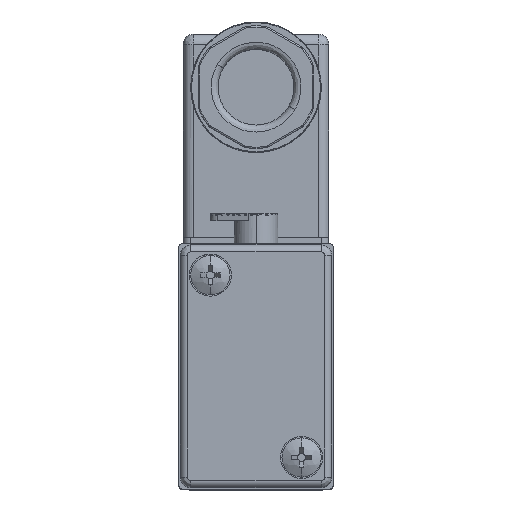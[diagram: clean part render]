
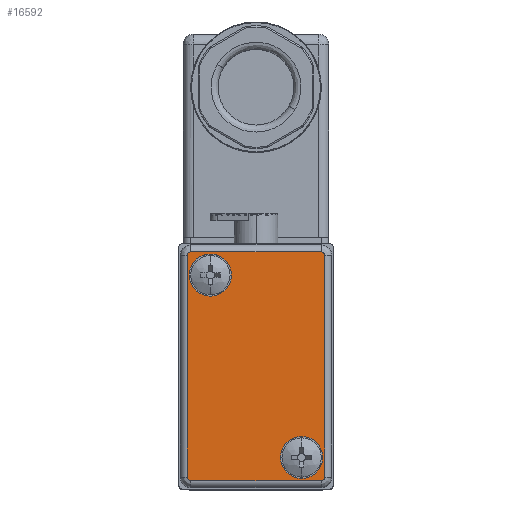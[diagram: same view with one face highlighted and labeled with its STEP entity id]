
A CAD part, top view. The second image highlights one B-rep face of the part: STEP entity #16592.
In plain terms, the highlighted planar face has unit normal (0, 0, 1).
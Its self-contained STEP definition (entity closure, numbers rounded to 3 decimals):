
#497 = CARTESIAN_POINT ( 'NONE',  ( -2.818, -4.469, 46.021 ) ) ;
#970 = AXIS2_PLACEMENT_3D ( 'NONE', #17031, #3574, #19247 ) ;
#2052 = ORIENTED_EDGE ( 'NONE', *, *, #7095, .F. ) ;
#2401 = DIRECTION ( 'NONE',  ( -1., 0., 0. ) ) ;
#2848 = CARTESIAN_POINT ( 'NONE',  ( -6.318, 24.831, 46.021 ) ) ;
#3574 = DIRECTION ( 'NONE',  ( 0., 0., 1. ) ) ;
#3792 = CARTESIAN_POINT ( 'NONE',  ( 3.482, 24.331, 46.021 ) ) ;
#3874 = CARTESIAN_POINT ( 'NONE',  ( -6.318, -7.769, 46.021 ) ) ;
#3946 = VERTEX_POINT ( 'NONE', #20472 ) ;
#4139 = VERTEX_POINT ( 'NONE', #9918 ) ;
#4258 = CARTESIAN_POINT ( 'NONE',  ( -16.118, 24.331, 46.021 ) ) ;
#5394 = CARTESIAN_POINT ( 'NONE',  ( 2.982, 24.831, 46.021 ) ) ;
#5475 = VECTOR ( 'NONE', #9725, 1000. ) ;
#5542 = CARTESIAN_POINT ( 'NONE',  ( 3.482, -7.562, 46.021 ) ) ;
#5563 = CIRCLE ( 'NONE', #9273, 3. ) ;
#6207 = ORIENTED_EDGE ( 'NONE', *, *, #28972, .F. ) ;
#6428 = CIRCLE ( 'NONE', #970, 3. ) ;
#6465 = VERTEX_POINT ( 'NONE', #10820 ) ;
#6494 = CARTESIAN_POINT ( 'NONE',  ( -15.911, 24.831, 46.021 ) ) ;
#6837 = VECTOR ( 'NONE', #23127, 1000. ) ;
#6873 = LINE ( 'NONE', #2848, #18112 ) ;
#7046 = EDGE_CURVE ( 'NONE', #19250, #29238, #11454, .T. ) ;
#7095 = EDGE_CURVE ( 'NONE', #19304, #19250, #16899, .T. ) ;
#7706 = EDGE_LOOP ( 'NONE', ( #17067, #15113 ) ) ;
#7957 = CARTESIAN_POINT ( 'NONE',  ( -9.818, 21.531, 46.021 ) ) ;
#8776 = LINE ( 'NONE', #3874, #26013 ) ;
#8837 = AXIS2_PLACEMENT_3D ( 'NONE', #9101, #15879, #2401 ) ;
#8886 = EDGE_CURVE ( 'NONE', #29238, #16058, #21196, .T. ) ;
#9101 = CARTESIAN_POINT ( 'NONE',  ( -6.318, 8.531, 46.021 ) ) ;
#9135 = ORIENTED_EDGE ( 'NONE', *, *, #7046, .F. ) ;
#9273 = AXIS2_PLACEMENT_3D ( 'NONE', #10845, #26575, #13107 ) ;
#9573 = CARTESIAN_POINT ( 'NONE',  ( -15.618, -7.769, 46.021 ) ) ;
#9681 = CARTESIAN_POINT ( 'NONE',  ( -15.618, -7.769, 46.021 ) ) ;
#9725 = DIRECTION ( 'NONE',  ( 0., -1., 0. ) ) ;
#9772 = EDGE_CURVE ( 'NONE', #6465, #19304, #6873, .T. ) ;
#9918 = CARTESIAN_POINT ( 'NONE',  ( -15.818, 21.531, 46.021 ) ) ;
#10658 = CARTESIAN_POINT ( 'NONE',  ( 2.982, 24.831, 46.021 ) ) ;
#10820 = CARTESIAN_POINT ( 'NONE',  ( -15.618, 24.831, 46.021 ) ) ;
#10845 = CARTESIAN_POINT ( 'NONE',  ( 0.182, -4.469, 46.021 ) ) ;
#11285 = DIRECTION ( 'NONE',  ( 0., 0., 1. ) ) ;
#11454 = LINE ( 'NONE', #14148, #5475 ) ;
#11644 =( BOUNDED_CURVE ( )  B_SPLINE_CURVE ( 3, ( #4258, #26671, #6494, #22231 ),
 .UNSPECIFIED., .F., .F. ) 
 B_SPLINE_CURVE_WITH_KNOTS ( ( 4, 4 ),
 ( 0., 1. ),
 .UNSPECIFIED. ) 
 CURVE ( )  GEOMETRIC_REPRESENTATION_ITEM ( )  RATIONAL_B_SPLINE_CURVE ( ( 1., 0.805, 0.805, 1. ) ) 
 REPRESENTATION_ITEM ( '' )  );
#11920 = DIRECTION ( 'NONE',  ( 1., 0., 0. ) ) ;
#12646 = DIRECTION ( 'NONE',  ( 0., 0., 1. ) ) ;
#12797 = DIRECTION ( 'NONE',  ( -1., 0., 0. ) ) ;
#12827 = LINE ( 'NONE', #13693, #6837 ) ;
#13107 = DIRECTION ( 'NONE',  ( 1., 0., 0. ) ) ;
#13366 = ORIENTED_EDGE ( 'NONE', *, *, #9772, .F. ) ;
#13543 = EDGE_CURVE ( 'NONE', #16058, #15775, #8776, .T. ) ;
#13693 = CARTESIAN_POINT ( 'NONE',  ( -16.118, 8.531, 46.021 ) ) ;
#14120 = CIRCLE ( 'NONE', #14570, 3. ) ;
#14148 = CARTESIAN_POINT ( 'NONE',  ( 3.482, 8.531, 46.021 ) ) ;
#14201 = CARTESIAN_POINT ( 'NONE',  ( -16.118, -7.269, 46.021 ) ) ;
#14570 = AXIS2_PLACEMENT_3D ( 'NONE', #26101, #12646, #28403 ) ;
#15113 = ORIENTED_EDGE ( 'NONE', *, *, #24063, .F. ) ;
#15409 = EDGE_CURVE ( 'NONE', #15775, #3946, #23409, .T. ) ;
#15537 = CARTESIAN_POINT ( 'NONE',  ( 2.982, -7.769, 46.021 ) ) ;
#15775 = VERTEX_POINT ( 'NONE', #9573 ) ;
#15879 = DIRECTION ( 'NONE',  ( 0., 0., -1. ) ) ;
#16058 = VERTEX_POINT ( 'NONE', #15537 ) ;
#16465 = VERTEX_POINT ( 'NONE', #26615 ) ;
#16592 = ADVANCED_FACE ( 'NONE', ( #28419, #29131, #22394 ), #24805, .F. ) ;
#16870 = CIRCLE ( 'NONE', #20512, 3. ) ;
#16899 =( BOUNDED_CURVE ( )  B_SPLINE_CURVE ( 3, ( #5394, #18817, #23277, #21094 ),
 .UNSPECIFIED., .F., .F. ) 
 B_SPLINE_CURVE_WITH_KNOTS ( ( 4, 4 ),
 ( 0., 1. ),
 .UNSPECIFIED. ) 
 CURVE ( )  GEOMETRIC_REPRESENTATION_ITEM ( )  RATIONAL_B_SPLINE_CURVE ( ( 1., 0.805, 0.805, 1. ) ) 
 REPRESENTATION_ITEM ( '' )  );
#17031 = CARTESIAN_POINT ( 'NONE',  ( 0.182, -4.469, 46.021 ) ) ;
#17067 = ORIENTED_EDGE ( 'NONE', *, *, #20134, .F. ) ;
#18112 = VECTOR ( 'NONE', #11920, 1000. ) ;
#18817 = CARTESIAN_POINT ( 'NONE',  ( 3.275, 24.831, 46.021 ) ) ;
#18962 = CARTESIAN_POINT ( 'NONE',  ( -16.118, 24.331, 46.021 ) ) ;
#18963 = CARTESIAN_POINT ( 'NONE',  ( 3.275, -7.769, 46.021 ) ) ;
#19247 = DIRECTION ( 'NONE',  ( 1., 0., 0. ) ) ;
#19250 = VERTEX_POINT ( 'NONE', #3792 ) ;
#19304 = VERTEX_POINT ( 'NONE', #10658 ) ;
#19458 = ORIENTED_EDGE ( 'NONE', *, *, #15409, .F. ) ;
#20134 = EDGE_CURVE ( 'NONE', #23863, #4139, #14120, .T. ) ;
#20472 = CARTESIAN_POINT ( 'NONE',  ( -16.118, -7.269, 46.021 ) ) ;
#20512 = AXIS2_PLACEMENT_3D ( 'NONE', #24724, #11285, #27013 ) ;
#20891 = ORIENTED_EDGE ( 'NONE', *, *, #25074, .F. ) ;
#21094 = CARTESIAN_POINT ( 'NONE',  ( 3.482, 24.331, 46.021 ) ) ;
#21196 =( BOUNDED_CURVE ( )  B_SPLINE_CURVE ( 3, ( #21239, #5542, #18963, #23527 ),
 .UNSPECIFIED., .F., .F. ) 
 B_SPLINE_CURVE_WITH_KNOTS ( ( 4, 4 ),
 ( 0., 1. ),
 .UNSPECIFIED. ) 
 CURVE ( )  GEOMETRIC_REPRESENTATION_ITEM ( )  RATIONAL_B_SPLINE_CURVE ( ( 1., 0.805, 0.805, 1. ) ) 
 REPRESENTATION_ITEM ( '' )  );
#21239 = CARTESIAN_POINT ( 'NONE',  ( 3.482, -7.269, 46.021 ) ) ;
#22170 = VERTEX_POINT ( 'NONE', #497 ) ;
#22231 = CARTESIAN_POINT ( 'NONE',  ( -15.618, 24.831, 46.021 ) ) ;
#22394 = FACE_OUTER_BOUND ( 'NONE', #26397, .T. ) ;
#22626 = ORIENTED_EDGE ( 'NONE', *, *, #13543, .F. ) ;
#23127 = DIRECTION ( 'NONE',  ( 0., 1., 0. ) ) ;
#23137 = CARTESIAN_POINT ( 'NONE',  ( -15.911, -7.769, 46.021 ) ) ;
#23277 = CARTESIAN_POINT ( 'NONE',  ( 3.482, 24.624, 46.021 ) ) ;
#23409 =( BOUNDED_CURVE ( )  B_SPLINE_CURVE ( 3, ( #9681, #23137, #27674, #14201 ),
 .UNSPECIFIED., .F., .F. ) 
 B_SPLINE_CURVE_WITH_KNOTS ( ( 4, 4 ),
 ( 0., 1. ),
 .UNSPECIFIED. ) 
 CURVE ( )  GEOMETRIC_REPRESENTATION_ITEM ( )  RATIONAL_B_SPLINE_CURVE ( ( 1., 0.805, 0.805, 1. ) ) 
 REPRESENTATION_ITEM ( '' )  );
#23527 = CARTESIAN_POINT ( 'NONE',  ( 2.982, -7.769, 46.021 ) ) ;
#23863 = VERTEX_POINT ( 'NONE', #7957 ) ;
#24063 = EDGE_CURVE ( 'NONE', #4139, #23863, #16870, .T. ) ;
#24724 = CARTESIAN_POINT ( 'NONE',  ( -12.818, 21.531, 46.021 ) ) ;
#24805 = PLANE ( 'NONE',  #8837 ) ;
#25074 = EDGE_CURVE ( 'NONE', #22170, #16465, #5563, .T. ) ;
#25475 = ORIENTED_EDGE ( 'NONE', *, *, #27005, .F. ) ;
#26013 = VECTOR ( 'NONE', #12797, 1000. ) ;
#26033 = ORIENTED_EDGE ( 'NONE', *, *, #27354, .F. ) ;
#26101 = CARTESIAN_POINT ( 'NONE',  ( -12.818, 21.531, 46.021 ) ) ;
#26397 = EDGE_LOOP ( 'NONE', ( #2052, #13366, #26033, #25475, #19458, #22626, #28819, #9135 ) ) ;
#26575 = DIRECTION ( 'NONE',  ( 0., 0., 1. ) ) ;
#26615 = CARTESIAN_POINT ( 'NONE',  ( 3.182, -4.469, 46.021 ) ) ;
#26671 = CARTESIAN_POINT ( 'NONE',  ( -16.118, 24.624, 46.021 ) ) ;
#27005 = EDGE_CURVE ( 'NONE', #3946, #27101, #12827, .T. ) ;
#27013 = DIRECTION ( 'NONE',  ( 1., 0., 0. ) ) ;
#27034 = CARTESIAN_POINT ( 'NONE',  ( 3.482, -7.269, 46.021 ) ) ;
#27101 = VERTEX_POINT ( 'NONE', #18962 ) ;
#27354 = EDGE_CURVE ( 'NONE', #27101, #6465, #11644, .T. ) ;
#27674 = CARTESIAN_POINT ( 'NONE',  ( -16.118, -7.562, 46.021 ) ) ;
#28390 = EDGE_LOOP ( 'NONE', ( #6207, #20891 ) ) ;
#28403 = DIRECTION ( 'NONE',  ( 1., 0., 0. ) ) ;
#28419 = FACE_BOUND ( 'NONE', #28390, .T. ) ;
#28819 = ORIENTED_EDGE ( 'NONE', *, *, #8886, .F. ) ;
#28972 = EDGE_CURVE ( 'NONE', #16465, #22170, #6428, .T. ) ;
#29131 = FACE_BOUND ( 'NONE', #7706, .T. ) ;
#29238 = VERTEX_POINT ( 'NONE', #27034 ) ;
